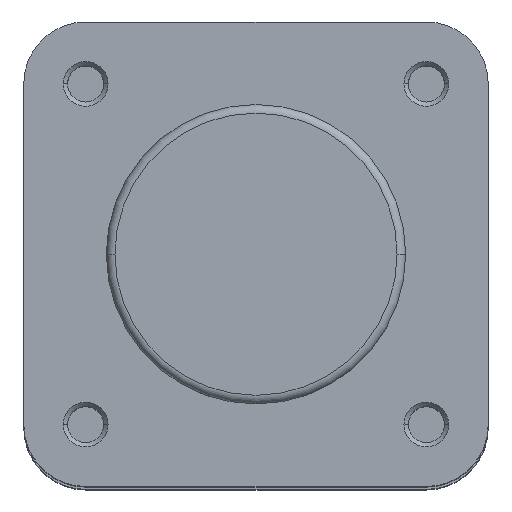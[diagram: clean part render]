
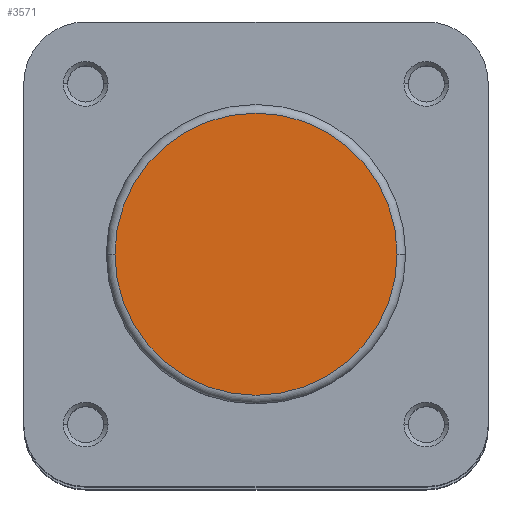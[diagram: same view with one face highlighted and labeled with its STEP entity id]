
A CAD part, top view. The second image highlights one B-rep face of the part: STEP entity #3571.
In plain terms, the highlighted planar face has unit normal (0, 0, 1).
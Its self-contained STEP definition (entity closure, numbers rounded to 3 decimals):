
#45 = DIRECTION ( 'NONE',  ( -1., 0., 0. ) ) ;
#46 = DIRECTION ( 'NONE',  ( 0., 0., 1. ) ) ;
#47 = CARTESIAN_POINT ( 'NONE',  ( 0., 0., 0. ) ) ;
#95 = CARTESIAN_POINT ( 'NONE',  ( -16.4, 0., 0. ) ) ;
#127 = CARTESIAN_POINT ( 'NONE',  ( 16.4, 0., 0. ) ) ;
#369 = VERTEX_POINT ( 'NONE', #127 ) ;
#401 = VERTEX_POINT ( 'NONE', #95 ) ;
#449 = EDGE_CURVE ( 'NONE', #369, #401, #3171, .T. ) ;
#526 = EDGE_CURVE ( 'NONE', #401, #369, #4396, .T. ) ;
#565 = AXIS2_PLACEMENT_3D ( 'NONE', #47, #46, #45 ) ;
#853 = AXIS2_PLACEMENT_3D ( 'NONE', #2571, #2577, #2578 ) ;
#1740 = FACE_OUTER_BOUND ( 'NONE', #3206, .T. ) ;
#1793 = CARTESIAN_POINT ( 'NONE',  ( 0., 0., 0. ) ) ;
#1795 = DIRECTION ( 'NONE',  ( 0., 0., 1. ) ) ;
#1796 = DIRECTION ( 'NONE',  ( -1., 0., 0. ) ) ;
#2571 = CARTESIAN_POINT ( 'NONE',  ( 0., 17.4, 0. ) ) ;
#2576 = PLANE ( 'NONE',  #853 ) ;
#2577 = DIRECTION ( 'NONE',  ( 0., 0., -1. ) ) ;
#2578 = DIRECTION ( 'NONE',  ( -1., 0., 0. ) ) ;
#3131 = AXIS2_PLACEMENT_3D ( 'NONE', #1793, #1795, #1796 ) ;
#3171 = CIRCLE ( 'NONE', #565, 16.4 ) ;
#3206 = EDGE_LOOP ( 'NONE', ( #4217, #4216 ) ) ;
#3571 = ADVANCED_FACE ( 'NONE', ( #1740 ), #2576, .F. ) ;
#4216 = ORIENTED_EDGE ( 'NONE', *, *, #449, .T. ) ;
#4217 = ORIENTED_EDGE ( 'NONE', *, *, #526, .T. ) ;
#4396 = CIRCLE ( 'NONE', #3131, 16.4 ) ;
